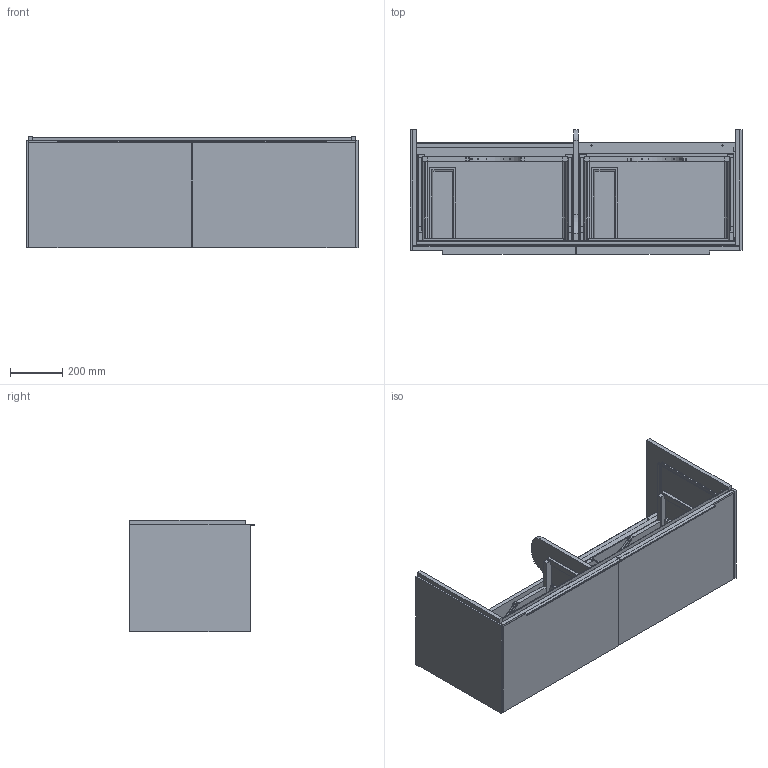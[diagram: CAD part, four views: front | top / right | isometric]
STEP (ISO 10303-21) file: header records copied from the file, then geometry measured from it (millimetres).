
FILE_DESCRIPTION(/* description */ (''),/* implementation_level */ '2;1');
FILE_NAME(/* name */ 'TK117_C5670Z_RFS.stp',/* time_stamp */ '2020-12-01T09:37:43+01:00',/* author */ ('StegeR'),/* organization */ (''),/* preprocessor_version */ 'ST-DEVELOPER v16.1',/* originating_system */ 'Autodesk Inventor 2016',/* authorisation */ '');
FILE_SCHEMA (('AUTOMOTIVE_DESIGN { 1 0 10303 214 3 1 1 }'));
Products named in the file (1): TK117_C5670Z_RFS
Bounding box: 1272 x 478 x 429 mm (x, y, z)
Volume: 40545838.2 mm3; surface area: 7230553.2 mm2
Topology: 58 solids, 60 shells, 3051 faces, 8198 edges, 5387 vertices
Faces by surface type: plane 1953, cylinder 920, bspline 104, cone 42, sphere 18, torus 14
Full cylindrical faces by diameter (mm): 2.5 x4, 3 x2, 3.8 x1, 4 x6, 5 x10, 5.1 x4, 6 x16, 7.2 x4, 10 x4, 12 x4, 12.2 x4, 25 x2, 26 x2
Entity records: 103166 total; most frequent: CARTESIAN_POINT 25516, ORIENTED_EDGE 16132, DIRECTION 15747, EDGE_CURVE 8064, LINE 5897, VECTOR 5897, VERTEX_POINT 5356, AXIS2_PLACEMENT_3D 4925
